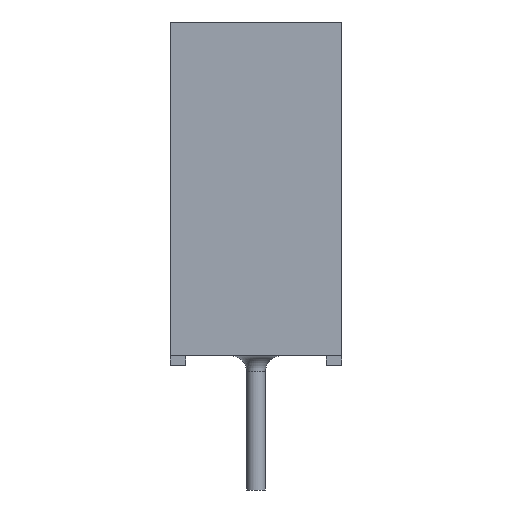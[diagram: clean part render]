
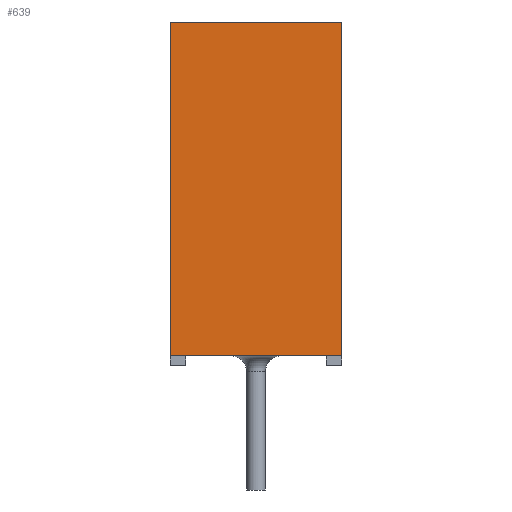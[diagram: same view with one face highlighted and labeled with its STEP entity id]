
A CAD part, left-side view. The second image highlights one B-rep face of the part: STEP entity #639.
In plain terms, the highlighted planar face has unit normal (-1, 0, 0).
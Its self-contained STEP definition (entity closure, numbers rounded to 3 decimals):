
#639 = ADVANCED_FACE( '', ( #1346 ), #1347, .F. );
#1346 = FACE_OUTER_BOUND( '', #2118, .T. );
#1347 = PLANE( '', #2119 );
#2118 = EDGE_LOOP( '', ( #4570, #4571, #4572, #4573 ) );
#2119 = AXIS2_PLACEMENT_3D( '', #4574, #4575, #4576 );
#4570 = ORIENTED_EDGE( '', *, *, #5573, .T. );
#4571 = ORIENTED_EDGE( '', *, *, #5435, .F. );
#4572 = ORIENTED_EDGE( '', *, *, #5369, .F. );
#4573 = ORIENTED_EDGE( '', *, *, #5519, .T. );
#4574 = CARTESIAN_POINT( '', ( -6.5, -2.75, 5.35 ) );
#4575 = DIRECTION( '', ( 1., 0., 0. ) );
#4576 = DIRECTION( '', ( 0., 0., -1. ) );
#5369 = EDGE_CURVE( '', #6434, #6435, #6436, .T. );
#5435 = EDGE_CURVE( '', #6435, #6533, #6534, .T. );
#5519 = EDGE_CURVE( '', #6434, #6650, #6652, .T. );
#5573 = EDGE_CURVE( '', #6650, #6533, #6722, .T. );
#6434 = VERTEX_POINT( '', #8880 );
#6435 = VERTEX_POINT( '', #8881 );
#6436 = LINE( '', #8882, #8883 );
#6533 = VERTEX_POINT( '', #9064 );
#6534 = LINE( '', #9065, #9066 );
#6650 = VERTEX_POINT( '', #9508 );
#6652 = LINE( '', #9511, #9512 );
#6722 = LINE( '', #9746, #9747 );
#8880 = CARTESIAN_POINT( '', ( -6.5, -2.75, 5.35 ) );
#8881 = CARTESIAN_POINT( '', ( -6.5, -2.75, -5.35 ) );
#8882 = CARTESIAN_POINT( '', ( -6.5, -2.75, 5.35 ) );
#8883 = VECTOR( '', #10347, 1000. );
#9064 = CARTESIAN_POINT( '', ( -6.5, 2.75, -5.35 ) );
#9065 = CARTESIAN_POINT( '', ( -6.5, -2.75, -5.35 ) );
#9066 = VECTOR( '', #10389, 1000. );
#9508 = CARTESIAN_POINT( '', ( -6.5, 2.75, 5.35 ) );
#9511 = CARTESIAN_POINT( '', ( -6.5, -2.75, 5.35 ) );
#9512 = VECTOR( '', #10434, 1000. );
#9746 = CARTESIAN_POINT( '', ( -6.5, 2.75, 5.35 ) );
#9747 = VECTOR( '', #10464, 1000. );
#10347 = DIRECTION( '', ( 0., 0., -1. ) );
#10389 = DIRECTION( '', ( 0., 1., 0. ) );
#10434 = DIRECTION( '', ( 0., 1., 0. ) );
#10464 = DIRECTION( '', ( 0., 0., -1. ) );
